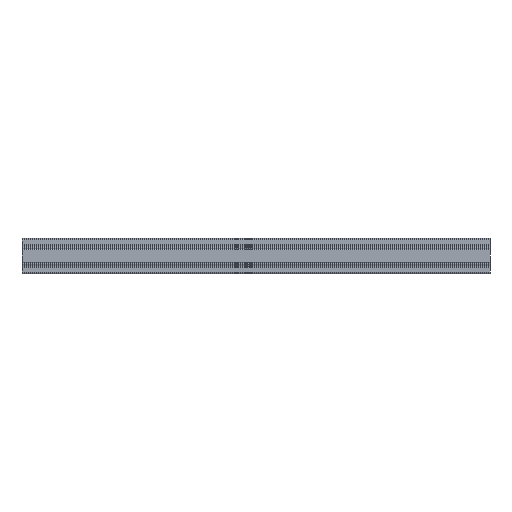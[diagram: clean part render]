
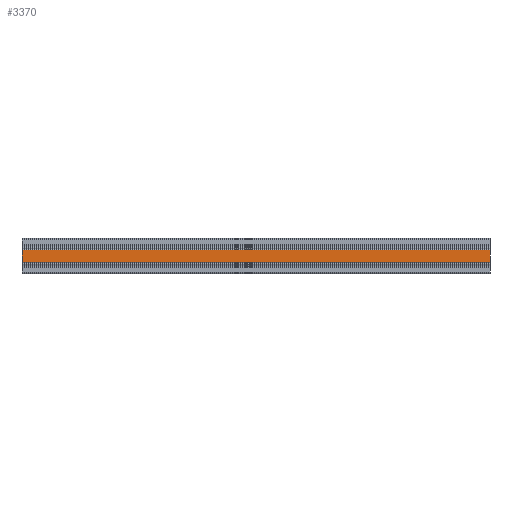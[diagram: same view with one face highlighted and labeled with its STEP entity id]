
A CAD part, left-side view. The second image highlights one B-rep face of the part: STEP entity #3370.
In plain terms, the highlighted planar face has unit normal (-1, 0, 0).
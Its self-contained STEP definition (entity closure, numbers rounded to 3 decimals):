
#467=CARTESIAN_POINT('Vertex',(-30.,-750.,10.35)) ;
#470=CARTESIAN_POINT('Line Origine',(-30.,-750.,0.)) ;
#474=CARTESIAN_POINT('Vertex',(-30.,-750.,-10.35)) ;
#3328=CARTESIAN_POINT('Line Origine',(-30.,-350.,-10.35)) ;
#3332=CARTESIAN_POINT('Vertex',(-30.,50.,-10.35)) ;
#3347=CARTESIAN_POINT('Axis2P3D Location',(-30.,0.,-30.)) ;
#3352=CARTESIAN_POINT('Line Origine',(-30.,-350.,10.35)) ;
#3356=CARTESIAN_POINT('Vertex',(-30.,50.,10.35)) ;
#3359=CARTESIAN_POINT('Line Origine',(-30.,50.,0.)) ;
#471=DIRECTION('Vector Direction',(0.,0.,-1.)) ;
#3329=DIRECTION('Vector Direction',(0.,-1.,0.)) ;
#3348=DIRECTION('Axis2P3D Direction',(-1.,0.,0.)) ;
#3349=DIRECTION('Axis2P3D XDirection',(0.,0.,1.)) ;
#3353=DIRECTION('Vector Direction',(0.,-1.,0.)) ;
#3360=DIRECTION('Vector Direction',(0.,0.,1.)) ;
#3350=AXIS2_PLACEMENT_3D('Plane Axis2P3D',#3347,#3348,#3349) ;
#3365=ORIENTED_EDGE('',*,*,#3334,.T.) ;
#3366=ORIENTED_EDGE('',*,*,#476,.T.) ;
#3367=ORIENTED_EDGE('',*,*,#3358,.F.) ;
#3368=ORIENTED_EDGE('',*,*,#3363,.F.) ;
#472=VECTOR('Line Direction',#471,1.) ;
#3330=VECTOR('Line Direction',#3329,1.) ;
#3354=VECTOR('Line Direction',#3353,1.) ;
#3361=VECTOR('Line Direction',#3360,1.) ;
#3370=ADVANCED_FACE('Solid1',(#3369),#3351,.T.) ;
#476=EDGE_CURVE('',#475,#468,#473,.F.) ;
#3334=EDGE_CURVE('',#3333,#475,#3331,.T.) ;
#3358=EDGE_CURVE('',#3357,#468,#3355,.T.) ;
#3363=EDGE_CURVE('',#3333,#3357,#3362,.T.) ;
#3364=EDGE_LOOP('',(#3365,#3366,#3367,#3368)) ;
#3369=FACE_OUTER_BOUND('',#3364,.T.) ;
#473=LINE('Line',#470,#472) ;
#3331=LINE('Line',#3328,#3330) ;
#3355=LINE('Line',#3352,#3354) ;
#3362=LINE('Line',#3359,#3361) ;
#3351=PLANE('',#3350) ;
#468=VERTEX_POINT('',#467) ;
#475=VERTEX_POINT('',#474) ;
#3333=VERTEX_POINT('',#3332) ;
#3357=VERTEX_POINT('',#3356) ;
